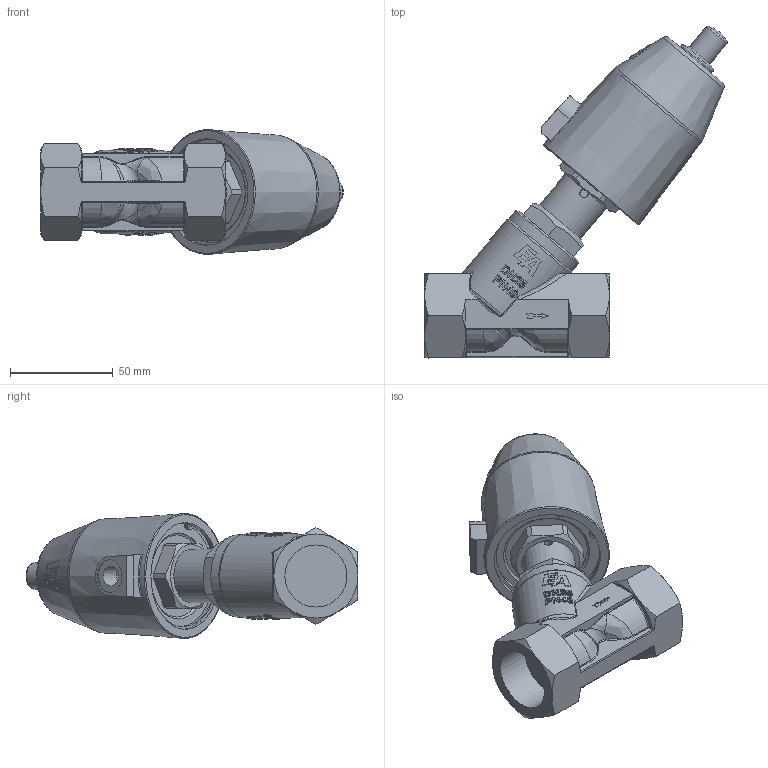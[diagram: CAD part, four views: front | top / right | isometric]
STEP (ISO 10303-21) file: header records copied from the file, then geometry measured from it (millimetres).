
FILE_DESCRIPTION(/* description */ ('DG2D3121025/OS'),/* implementation_level */ '2;1');
FILE_NAME(/* name */ 'DG2D3121025_OS.stp',/* time_stamp */ '2020-09-15T15:07:43+02:00',/* author */ ('hois'),/* organization */ (''),/* preprocessor_version */ 'ST-DEVELOPER v18',/* originating_system */ 'Autodesk Inventor 2020',/* authorisation */ '');
FILE_SCHEMA (('AUTOMOTIVE_DESIGN { 1 0 10303 214 3 1 1 }'));
Length unit declared in the file: millimetre
Products named in the file (7): DG2D3121025/OS; GGS0025.19.0013-K-GM; ETG0025.13.0025; SZY0500.17.0142; DIN0472-56x2; DER0520.06.0032; VST1415.08.0023
Assembly tree (6 placements, depth 2):
  DG2D3121025/OS
    GGS0025.19.0013-K-GM
    ETG0025.13.0025
    SZY0500.17.0142
    DIN0472-56x2
    DER0520.06.0032
    VST1415.08.0023
Bounding box: 147.5 x 161.83 x 60.94 mm (x, y, z)
Volume: 219237.2 mm3; surface area: 74824.2 mm2
Topology: 6 solids, 6 shells, 592 faces, 1573 edges, 1031 vertices
Faces by surface type: plane 264, bspline 138, cylinder 116, cone 40, torus 25, sphere 9
Full cylindrical faces by diameter (mm): 1.5 x1, 2.5 x2, 4 x1, 8.7 x1, 9.8 x1, 11 x1, 12 x2, 12.376 x1, 13 x1, 14 x2, 16 x1, 20 x1, 23.5 x1, 24.5 x1, 25.5 x1, 26 x1, 30.291 x3, 30.3 x1, 33.249 x1, 33.3 x1, 33.6 x1, 40 x1, 41 x1, 50 x1, 51 x1, 52 x3, 55.5 x1
Entity records: 32239 total; most frequent: CARTESIAN_POINT 18054, ORIENTED_EDGE 3128, DIRECTION 2605, EDGE_CURVE 1564, VERTEX_POINT 1031, AXIS2_PLACEMENT_3D 1006, EDGE_LOOP 655, LINE 593
